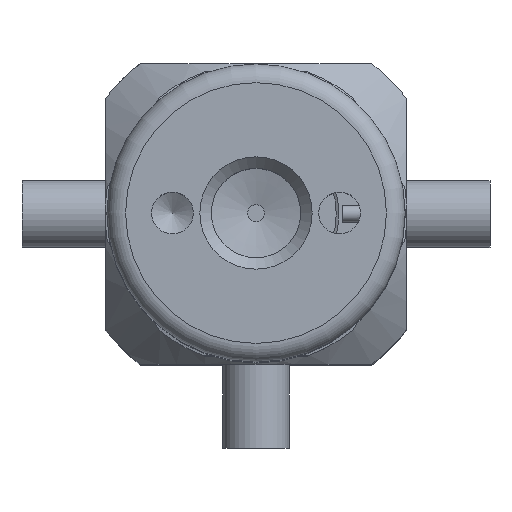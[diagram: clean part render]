
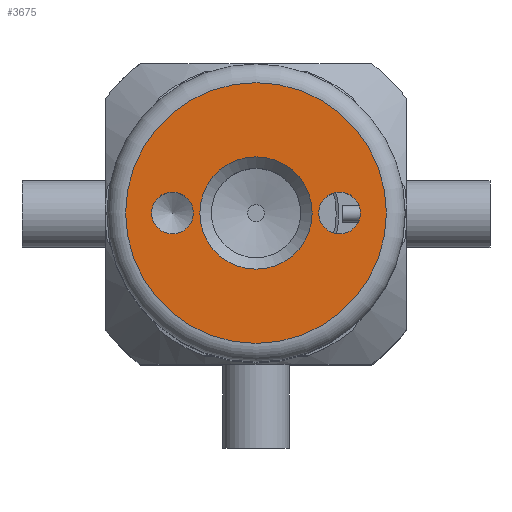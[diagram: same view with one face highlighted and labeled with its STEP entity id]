
A CAD part, top view. The second image highlights one B-rep face of the part: STEP entity #3675.
In plain terms, the highlighted planar face has unit normal (0, 0, 1).
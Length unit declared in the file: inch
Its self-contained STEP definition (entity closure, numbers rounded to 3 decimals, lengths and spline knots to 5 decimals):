
#878=FACE_BOUND('',#1352,.T.);
#879=FACE_BOUND('',#1353,.T.);
#880=FACE_BOUND('',#1354,.T.);
#1130=FACE_OUTER_BOUND('',#1351,.T.);
#1351=EDGE_LOOP('',(#3343,#3344));
#1352=EDGE_LOOP('',(#3345,#3346));
#1353=EDGE_LOOP('',(#3347,#3348));
#1354=EDGE_LOOP('',(#3349));
#1490=CIRCLE('',#4017,0.078);
#1491=CIRCLE('',#4018,0.078);
#1494=CIRCLE('',#4023,0.078);
#1495=CIRCLE('',#4024,0.078);
#1498=CIRCLE('',#4029,0.4875);
#1502=CIRCLE('',#4033,0.4875);
#1507=CIRCLE('',#4041,0.21);
#1838=VERTEX_POINT('',#6462);
#1839=VERTEX_POINT('',#6463);
#1843=VERTEX_POINT('',#6475);
#1844=VERTEX_POINT('',#6476);
#1848=VERTEX_POINT('',#6488);
#1849=VERTEX_POINT('',#6489);
#1856=VERTEX_POINT('',#6510);
#2333=EDGE_CURVE('',#1838,#1839,#1490,.T.);
#2334=EDGE_CURVE('',#1839,#1838,#1491,.T.);
#2339=EDGE_CURVE('',#1843,#1844,#1494,.T.);
#2340=EDGE_CURVE('',#1844,#1843,#1495,.T.);
#2345=EDGE_CURVE('',#1848,#1849,#1498,.T.);
#2349=EDGE_CURVE('',#1849,#1848,#1502,.T.);
#2356=EDGE_CURVE('',#1856,#1856,#1507,.T.);
#3343=ORIENTED_EDGE('',*,*,#2345,.F.);
#3344=ORIENTED_EDGE('',*,*,#2349,.F.);
#3345=ORIENTED_EDGE('',*,*,#2339,.T.);
#3346=ORIENTED_EDGE('',*,*,#2340,.T.);
#3347=ORIENTED_EDGE('',*,*,#2333,.T.);
#3348=ORIENTED_EDGE('',*,*,#2334,.T.);
#3349=ORIENTED_EDGE('',*,*,#2356,.F.);
#3488=PLANE('',#4040);
#3675=ADVANCED_FACE('',(#1130,#878,#879,#880),#3488,.F.);
#4017=AXIS2_PLACEMENT_3D('',#6464,#4974,#4975);
#4018=AXIS2_PLACEMENT_3D('',#6465,#4976,#4977);
#4023=AXIS2_PLACEMENT_3D('',#6477,#4988,#4989);
#4024=AXIS2_PLACEMENT_3D('',#6478,#4990,#4991);
#4029=AXIS2_PLACEMENT_3D('',#6490,#5002,#5003);
#4033=AXIS2_PLACEMENT_3D('',#6496,#5010,#5011);
#4040=AXIS2_PLACEMENT_3D('',#6509,#5026,#5027);
#4041=AXIS2_PLACEMENT_3D('',#6511,#5028,#5029);
#4974=DIRECTION('center_axis',(0.,0.,
-1.));
#4975=DIRECTION('ref_axis',(0.,1.,0.));
#4976=DIRECTION('center_axis',(0.,0.,
-1.));
#4977=DIRECTION('ref_axis',(0.,1.,0.));
#4988=DIRECTION('center_axis',(0.,0.,
-1.));
#4989=DIRECTION('ref_axis',(0.,1.,0.));
#4990=DIRECTION('center_axis',(0.,0.,
-1.));
#4991=DIRECTION('ref_axis',(0.,1.,0.));
#5002=DIRECTION('center_axis',(0.,0.,
-1.));
#5003=DIRECTION('ref_axis',(-1.,0.,0.));
#5010=DIRECTION('center_axis',(0.,0.,
-1.));
#5011=DIRECTION('ref_axis',(-1.,0.,0.));
#5026=DIRECTION('center_axis',(0.,0.,
-1.));
#5027=DIRECTION('ref_axis',(0.,-1.,0.));
#5028=DIRECTION('center_axis',(0.,0.,
1.));
#5029=DIRECTION('ref_axis',(0.,-1.,0.));
#6462=CARTESIAN_POINT('',(-0.3125,0.078,2.11));
#6463=CARTESIAN_POINT('',(-0.3125,-0.078,2.11));
#6464=CARTESIAN_POINT('Origin',(-0.3125,0.,2.11));
#6465=CARTESIAN_POINT('Origin',(-0.3125,0.,2.11));
#6475=CARTESIAN_POINT('',(0.3125,0.078,2.11));
#6476=CARTESIAN_POINT('',(0.3125,-0.078,2.11));
#6477=CARTESIAN_POINT('Origin',(0.3125,0.,2.11));
#6478=CARTESIAN_POINT('Origin',(0.3125,0.,2.11));
#6488=CARTESIAN_POINT('',(0.4875,0.,2.11));
#6489=CARTESIAN_POINT('',(0.,-0.4875,2.11));
#6490=CARTESIAN_POINT('Origin',(0.,0.,
2.11));
#6496=CARTESIAN_POINT('Origin',(0.,0.,
2.11));
#6509=CARTESIAN_POINT('Origin',(0.,0.,
2.11));
#6510=CARTESIAN_POINT('',(0.,0.21,2.11));
#6511=CARTESIAN_POINT('Origin',(0.,0.,
2.11));
